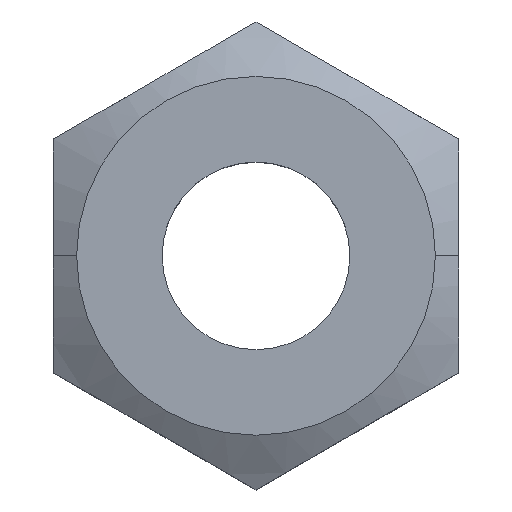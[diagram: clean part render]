
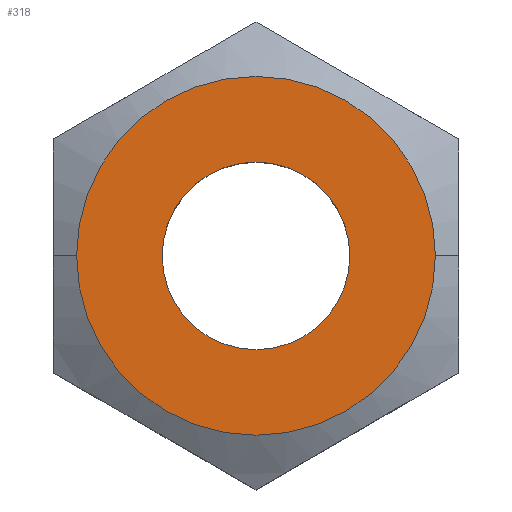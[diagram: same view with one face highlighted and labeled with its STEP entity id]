
A CAD part, top view. The second image highlights one B-rep face of the part: STEP entity #318.
In plain terms, the highlighted planar face has unit normal (0, 0, 1).
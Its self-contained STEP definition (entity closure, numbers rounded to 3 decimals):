
#163=CARTESIAN_POINT('',(1.621,0.,3.2));
#164=VERTEX_POINT('',#163);
#173=CARTESIAN_POINT('',(-1.621,0.,3.2));
#174=VERTEX_POINT('',#173);
#175=CARTESIAN_POINT('',(0.,0.,3.2));
#176=DIRECTION('',(0.0,0.0,1.0));
#177=DIRECTION('',(1.0,0.0,0.0));
#178=AXIS2_PLACEMENT_3D('',#175,#176,#177);
#179=CIRCLE('',#178,1.621);
#180=EDGE_CURVE('',#164,#174,#179,.T.);
#207=CARTESIAN_POINT('',(-3.1,0.,3.2));
#208=VERTEX_POINT('',#207);
#275=CARTESIAN_POINT('',(3.1,0.,3.2));
#276=VERTEX_POINT('',#275);
#283=CARTESIAN_POINT('',(0.,0.,3.2));
#284=DIRECTION('',(0.0,0.0,1.0));
#285=DIRECTION('',(1.0,0.0,0.0));
#286=AXIS2_PLACEMENT_3D('',#283,#284,#285);
#287=CIRCLE('',#286,3.1);
#288=EDGE_CURVE('',#208,#276,#287,.T.);
#293=CARTESIAN_POINT('',(3.41,-3.41,3.2));
#294=DIRECTION('',(0.0,0.0,-1.0));
#295=DIRECTION('',(-1.0,0.0,0.0));
#296=AXIS2_PLACEMENT_3D('',#293,#294,#295);
#297=PLANE('',#296);
#298=CARTESIAN_POINT('',(0.,0.,3.2));
#299=DIRECTION('',(0.0,0.0,1.0));
#300=DIRECTION('',(1.0,0.0,0.0));
#301=AXIS2_PLACEMENT_3D('',#298,#299,#300);
#302=CIRCLE('',#301,3.1);
#303=EDGE_CURVE('',#276,#208,#302,.T.);
#304=ORIENTED_EDGE('',*,*,#303,.T.);
#305=ORIENTED_EDGE('',*,*,#288,.T.);
#306=EDGE_LOOP('',(#304,#305));
#307=FACE_OUTER_BOUND('',#306,.T.);
#308=ORIENTED_EDGE('',*,*,#180,.F.);
#309=CARTESIAN_POINT('',(0.,0.,3.2));
#310=DIRECTION('',(0.0,0.0,1.0));
#311=DIRECTION('',(1.0,0.0,0.0));
#312=AXIS2_PLACEMENT_3D('',#309,#310,#311);
#313=CIRCLE('',#312,1.621);
#314=EDGE_CURVE('',#174,#164,#313,.T.);
#315=ORIENTED_EDGE('',*,*,#314,.F.);
#316=EDGE_LOOP('',(#308,#315));
#317=FACE_BOUND('',#316,.T.);
#318=ADVANCED_FACE('',(#307,#317),#297,.F.);
